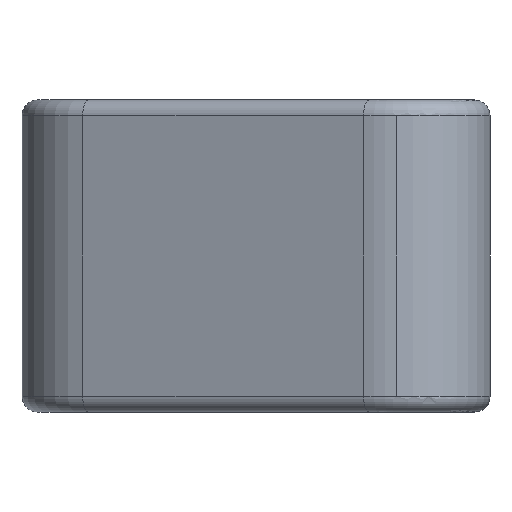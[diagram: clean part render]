
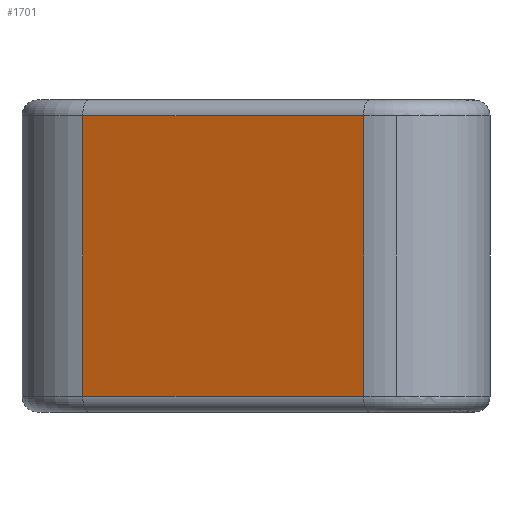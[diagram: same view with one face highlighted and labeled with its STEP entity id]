
A CAD part, left-side view. The second image highlights one B-rep face of the part: STEP entity #1701.
In plain terms, the highlighted planar face has unit normal (-0.936, 0.351, 0).
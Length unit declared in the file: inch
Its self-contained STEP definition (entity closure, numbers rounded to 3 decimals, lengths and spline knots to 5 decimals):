
#10 = ORIENTED_EDGE ( 'NONE', *, *, #1024, .T. ) ;
#25 = EDGE_CURVE ( 'NONE', #233, #1948, #1420, .T. ) ;
#81 = EDGE_CURVE ( 'NONE', #272, #1948, #656, .T. ) ;
#86 = CARTESIAN_POINT ( 'NONE',  ( -0.03824, 0.05221, 0.04 ) ) ;
#94 = CARTESIAN_POINT ( 'NONE',  ( -0.05174, 0.01621, 0.002 ) ) ;
#172 = CARTESIAN_POINT ( 'NONE',  ( -0.03824, 0.05221, 0.038 ) ) ;
#173 = VECTOR ( 'NONE', #1742, 39.37008 ) ;
#233 = VERTEX_POINT ( 'NONE', #1600 ) ;
#272 = VERTEX_POINT ( 'NONE', #909 ) ;
#421 = VERTEX_POINT ( 'NONE', #674 ) ;
#432 = DIRECTION ( 'NONE',  ( 0.351, 0.936, 0. ) ) ;
#448 = CARTESIAN_POINT ( 'NONE',  ( -0.03824, 0.05221, 0.04 ) ) ;
#527 = DIRECTION ( 'NONE',  ( 0., 0., -1. ) ) ;
#612 = ORIENTED_EDGE ( 'NONE', *, *, #81, .F. ) ;
#656 = LINE ( 'NONE', #976, #173 ) ;
#674 = CARTESIAN_POINT ( 'NONE',  ( -0.03824, 0.05221, 0.038 ) ) ;
#746 = LINE ( 'NONE', #172, #1087 ) ;
#852 = LINE ( 'NONE', #86, #959 ) ;
#857 = VECTOR ( 'NONE', #1855, 39.37008 ) ;
#909 = CARTESIAN_POINT ( 'NONE',  ( -0.05174, 0.01621, 0.038 ) ) ;
#959 = VECTOR ( 'NONE', #527, 39.37008 ) ;
#976 = CARTESIAN_POINT ( 'NONE',  ( -0.05174, 0.01621, 0.04 ) ) ;
#1024 = EDGE_CURVE ( 'NONE', #272, #421, #746, .T. ) ;
#1050 = ORIENTED_EDGE ( 'NONE', *, *, #1920, .T. ) ;
#1087 = VECTOR ( 'NONE', #1359, 39.37008 ) ;
#1182 = AXIS2_PLACEMENT_3D ( 'NONE', #448, #1951, #432 ) ;
#1186 = PLANE ( 'NONE',  #1182 ) ;
#1359 = DIRECTION ( 'NONE',  ( 0.351, 0.936, 0. ) ) ;
#1420 = LINE ( 'NONE', #1586, #857 ) ;
#1487 = ORIENTED_EDGE ( 'NONE', *, *, #25, .T. ) ;
#1586 = CARTESIAN_POINT ( 'NONE',  ( -0.03824, 0.05221, 0.002 ) ) ;
#1600 = CARTESIAN_POINT ( 'NONE',  ( -0.03824, 0.05221, 0.002 ) ) ;
#1644 = FACE_OUTER_BOUND ( 'NONE', #1756, .T. ) ;
#1701 = ADVANCED_FACE ( 'NONE', ( #1644 ), #1186, .F. ) ;
#1742 = DIRECTION ( 'NONE',  ( 0., 0., -1. ) ) ;
#1756 = EDGE_LOOP ( 'NONE', ( #1050, #1487, #612, #10 ) ) ;
#1855 = DIRECTION ( 'NONE',  ( -0.351, -0.936, 0. ) ) ;
#1920 = EDGE_CURVE ( 'NONE', #421, #233, #852, .T. ) ;
#1948 = VERTEX_POINT ( 'NONE', #94 ) ;
#1951 = DIRECTION ( 'NONE',  ( 0.936, -0.351, 0. ) ) ;
